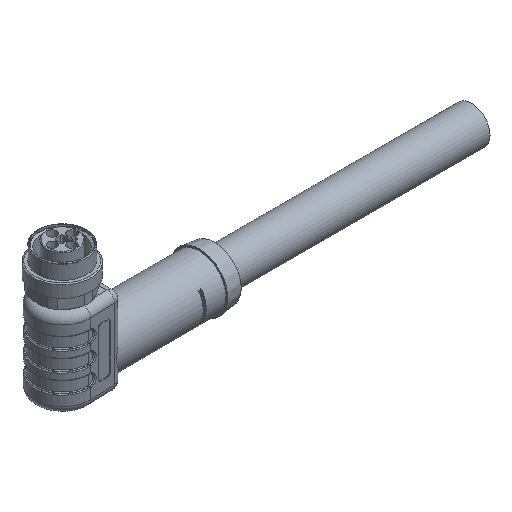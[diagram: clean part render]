
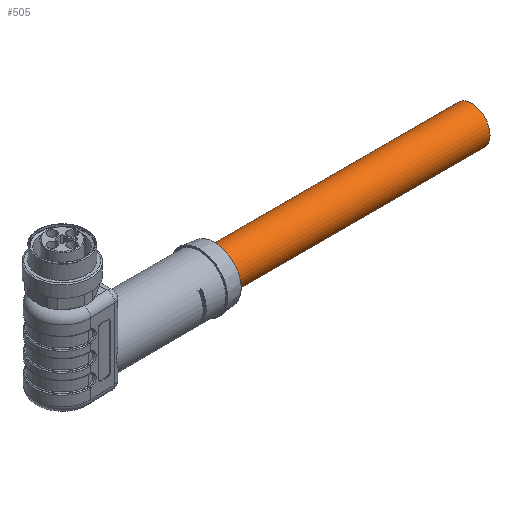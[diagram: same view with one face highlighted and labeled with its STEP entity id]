
A CAD part, isometric view. The second image highlights one B-rep face of the part: STEP entity #505.
In plain terms, the highlighted cylindrical face has radius 4.85 mm (diameter 9.7 mm), a full revolution.
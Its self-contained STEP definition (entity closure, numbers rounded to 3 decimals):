
#144=CYLINDRICAL_SURFACE('',#3106,4.85);
#505=ADVANCED_FACE('',(#645,#646),#144,.T.);
#645=FACE_BOUND('',#830,.T.);
#646=FACE_BOUND('',#831,.T.);
#830=EDGE_LOOP('',(#1522));
#831=EDGE_LOOP('',(#1523));
#1522=ORIENTED_EDGE('',*,*,#2131,.F.);
#1523=ORIENTED_EDGE('',*,*,#2288,.F.);
#1852=VERTEX_POINT('',#4437);
#1917=VERTEX_POINT('',#5368);
#2131=EDGE_CURVE('',#1852,#1852,#2736,.T.);
#2288=EDGE_CURVE('',#1917,#1917,#2813,.T.);
#2736=CIRCLE('',#2955,4.85);
#2813=CIRCLE('',#3105,4.85);
#2955=AXIS2_PLACEMENT_3D('',#4436,#3446,#3447);
#3105=AXIS2_PLACEMENT_3D('',#5367,#3790,#3791);
#3106=AXIS2_PLACEMENT_3D('',#5369,#3792,#3793);
#3446=DIRECTION('',(-1.,0.,0.));
#3447=DIRECTION('',(0.,0.,-1.));
#3790=DIRECTION('',(1.,0.,0.));
#3791=DIRECTION('',(0.,1.,-0.011));
#3792=DIRECTION('',(-1.,0.,0.));
#3793=DIRECTION('',(0.,-0.011,-1.));
#4436=CARTESIAN_POINT('',(100.,60.,-1.7));
#4437=CARTESIAN_POINT('',(100.,60.,-6.55));
#5367=CARTESIAN_POINT('',(167.501,60.,-1.7));
#5368=CARTESIAN_POINT('',(167.501,64.85,-1.752));
#5369=CARTESIAN_POINT('',(187.501,60.,-1.7));
